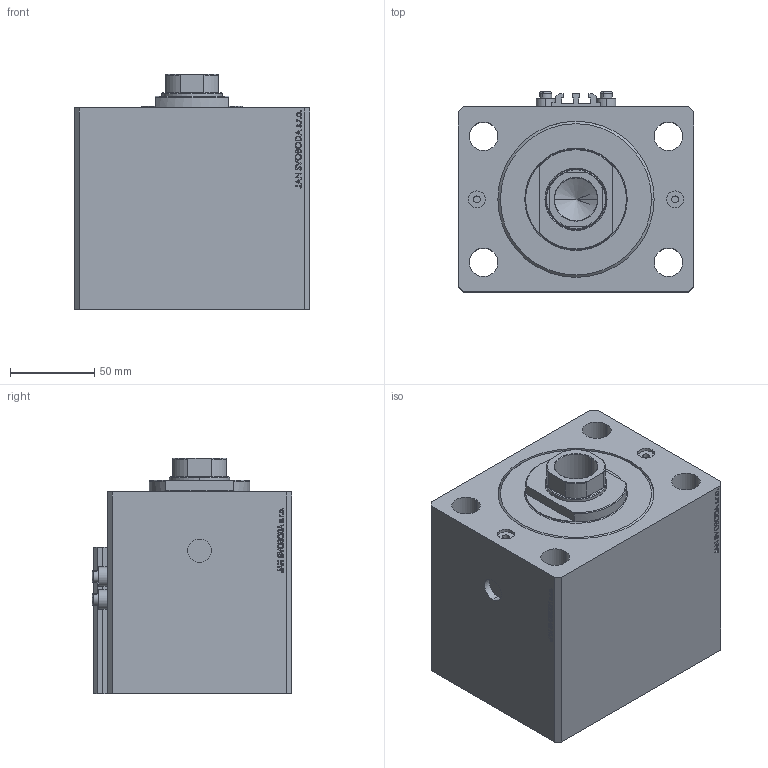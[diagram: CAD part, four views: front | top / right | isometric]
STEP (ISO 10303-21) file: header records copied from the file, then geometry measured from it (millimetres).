
FILE_DESCRIPTION (( 'STEP AP203' ), '1' );
FILE_NAME ('3b9c.STEP', '2022-04-09T17:44:06', ( '' ), ( '' ), 'SwSTEP 2.0', 'SolidWorks 2019', '' );
FILE_SCHEMA (( 'CONFIG_CONTROL_DESIGN' ));
Length unit declared in the file: millimetre
Products named in the file (5): ALLEN BOLT V250CE 8d96f4b3e51f52d91d025d6c3d1b6d34; V250CE_C_VCP 8d96f4b3e51f52d91d025d6c3d1b6d34; 3b9c; V250CE_C_Body 8d96f4b3e51f52d91d025d6c3d1b6d34; V250CE_VC_C 8d96f4b3e51f52d91d025d6c3d1b6d34
Assembly tree (7 placements, depth 2):
  3b9c
    V250CE_C_Body 8d96f4b3e51f52d91d025d6c3d1b6d34
    ALLEN BOLT V250CE 8d96f4b3e51f52d91d025d6c3d1b6d34  x4
    V250CE_C_VCP 8d96f4b3e51f52d91d025d6c3d1b6d34
    V250CE_VC_C 8d96f4b3e51f52d91d025d6c3d1b6d34
Bounding box: 140 x 119 x 140 mm (x, y, z)
Volume: 1672071.8 mm3; surface area: 211426.4 mm2
Topology: 8 solids, 8 shells, 1032 faces, 2593 edges, 1697 vertices
Faces by surface type: plane 504, bspline 374, cylinder 84, cone 56, torus 14
Entity records: 47115 total; most frequent: CARTESIAN_POINT 25811, ORIENTED_EDGE 4876, DIRECTION 3024, EDGE_CURVE 2438, VERTEX_POINT 1613, VECTOR 1484, LINE 1484, EDGE_LOOP 1079
